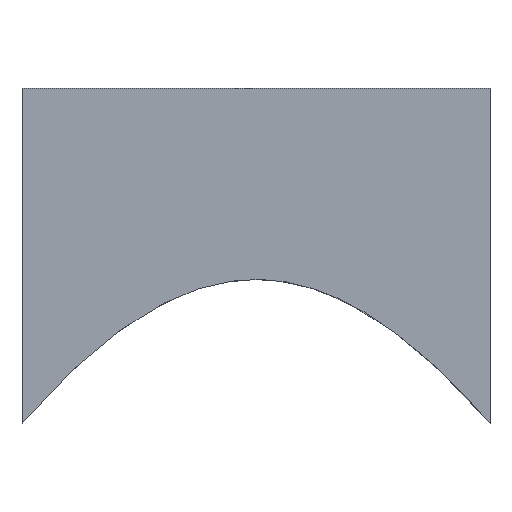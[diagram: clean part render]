
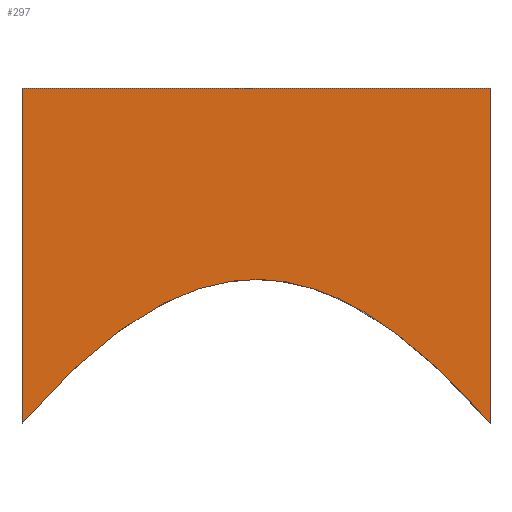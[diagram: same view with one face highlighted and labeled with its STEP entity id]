
A CAD part, left-side view. The second image highlights one B-rep face of the part: STEP entity #297.
In plain terms, the highlighted planar face has unit normal (-1, 0, 0).
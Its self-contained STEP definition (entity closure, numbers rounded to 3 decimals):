
#58=(
BOUNDED_CURVE()
B_SPLINE_CURVE(5,(#450,#451,#452,#453,#454,#455,#456,#457,#458,#459,#460,
#461,#462,#463,#464),.UNSPECIFIED.,.F.,.F.)
B_SPLINE_CURVE_WITH_KNOTS((6,1,1,1,1,1,1,1,1,1,6),(0.,0.1,0.2,0.3,0.4,0.5,
0.6,0.7,0.8,0.9,1.),.UNSPECIFIED.)
CURVE()
GEOMETRIC_REPRESENTATION_ITEM()
RATIONAL_B_SPLINE_CURVE((1.,1.,1.,1.,1.,1.,1.,1.,1.,1.,1.,1.,1.,1.,1.))
REPRESENTATION_ITEM('')
);
#63=FACE_OUTER_BOUND('',#81,.T.);
#81=EDGE_LOOP('',(#227,#228,#229,#230));
#105=LINE('',#417,#123);
#108=LINE('',#842,#126);
#109=LINE('',#843,#127);
#123=VECTOR('',#351,10.);
#126=VECTOR('',#356,10.);
#127=VECTOR('',#357,10.);
#138=VERTEX_POINT('',#410);
#141=VERTEX_POINT('',#415);
#142=VERTEX_POINT('',#448);
#143=VERTEX_POINT('',#449);
#170=EDGE_CURVE('',#141,#138,#105,.T.);
#171=EDGE_CURVE('',#142,#143,#58,.T.);
#186=EDGE_CURVE('',#143,#138,#108,.T.);
#187=EDGE_CURVE('',#142,#141,#109,.T.);
#227=ORIENTED_EDGE('',*,*,#171,.T.);
#228=ORIENTED_EDGE('',*,*,#186,.T.);
#229=ORIENTED_EDGE('',*,*,#170,.F.);
#230=ORIENTED_EDGE('',*,*,#187,.F.);
#291=PLANE('',#323);
#297=ADVANCED_FACE('',(#63),#291,.T.);
#323=AXIS2_PLACEMENT_3D('',#841,#354,#355);
#351=DIRECTION('',(0.,-1.,0.));
#354=DIRECTION('center_axis',(-1.,0.,0.));
#355=DIRECTION('ref_axis',(0.,0.,1.));
#356=DIRECTION('',(0.,0.,1.));
#357=DIRECTION('',(0.,0.,1.));
#410=CARTESIAN_POINT('',(-54.829,-30.,39.776));
#415=CARTESIAN_POINT('',(-54.829,30.,39.776));
#417=CARTESIAN_POINT('',(-54.829,-30.,39.776));
#448=CARTESIAN_POINT('',(-54.829,30.,-3.224));
#449=CARTESIAN_POINT('',(-54.829,-30.,-3.224));
#450=CARTESIAN_POINT('Ctrl Pts',(-54.829,30.,-3.224));
#451=CARTESIAN_POINT('Ctrl Pts',(-54.829,28.8,-1.821));
#452=CARTESIAN_POINT('Ctrl Pts',(-54.829,26.4,0.863));
#453=CARTESIAN_POINT('Ctrl Pts',(-54.829,22.8,4.521));
#454=CARTESIAN_POINT('Ctrl Pts',(-54.829,18.,8.651));
#455=CARTESIAN_POINT('Ctrl Pts',(-54.829,12.,12.483));
#456=CARTESIAN_POINT('Ctrl Pts',(-54.829,6.,14.867));
#457=CARTESIAN_POINT('Ctrl Pts',(-54.829,0.,
15.683));
#458=CARTESIAN_POINT('Ctrl Pts',(-54.829,-6.,14.867));
#459=CARTESIAN_POINT('Ctrl Pts',(-54.829,-12.,12.483));
#460=CARTESIAN_POINT('Ctrl Pts',(-54.829,-18.,8.651));
#461=CARTESIAN_POINT('Ctrl Pts',(-54.829,-22.8,4.521));
#462=CARTESIAN_POINT('Ctrl Pts',(-54.829,-26.4,0.863));
#463=CARTESIAN_POINT('Ctrl Pts',(-54.829,-28.8,-1.821));
#464=CARTESIAN_POINT('Ctrl Pts',(-54.829,-30.,-3.224));
#841=CARTESIAN_POINT('Origin',(-54.829,-30.,-3.224));
#842=CARTESIAN_POINT('',(-54.829,-30.,28.776));
#843=CARTESIAN_POINT('',(-54.829,30.,28.776));
